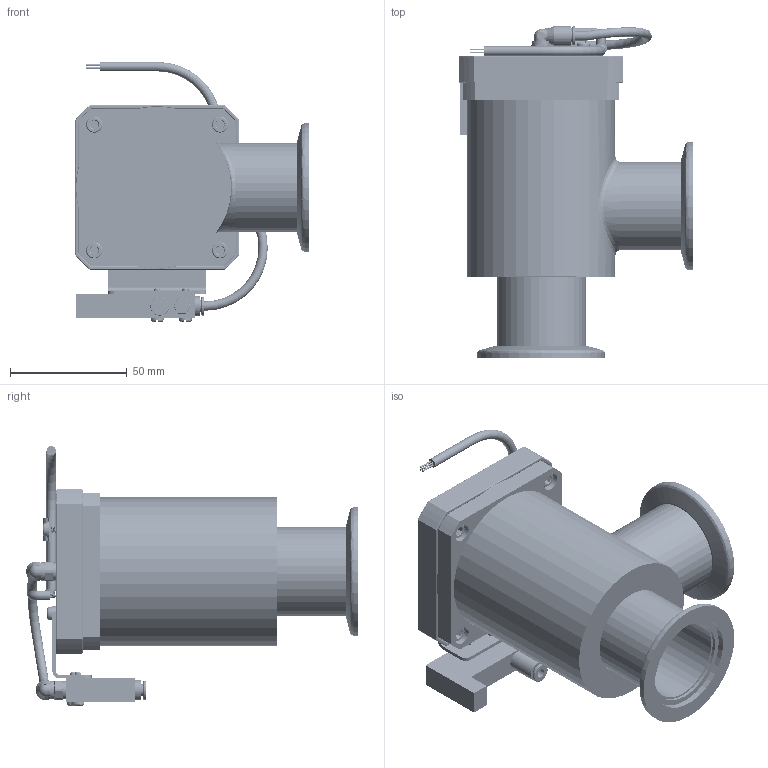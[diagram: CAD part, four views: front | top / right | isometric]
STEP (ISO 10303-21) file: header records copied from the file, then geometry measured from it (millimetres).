
FILE_DESCRIPTION (( 'STEP AP203' ), '1' );
FILE_NAME ('NAP-S04112.STEP', '2021-10-21T16:14:22', ( '' ), ( '' ), 'SwSTEP 2.0', 'SolidWorks 2020', '' );
FILE_SCHEMA (( 'CONFIG_CONTROL_DESIGN' ));
Length unit declared in the file: inch
Products named in the file (1): NAP-S04112
Bounding box: 100.18 x 142.1 x 111.39 mm (x, y, z)
Volume: 201009 mm3; surface area: 241011 mm2
Topology: 62 solids, 62 shells, 3427 faces, 8855 edges, 5648 vertices
Faces by surface type: plane 1122, cylinder 1067, cone 743, bspline 266, torus 221, sphere 8
Entity records: 148306 total; most frequent: CARTESIAN_POINT 68472, ORIENTED_EDGE 17694, DIRECTION 15830, EDGE_CURVE 8847, AXIS2_PLACEMENT_3D 6072, VERTEX_POINT 5646, VECTOR 3686, LINE 3686
